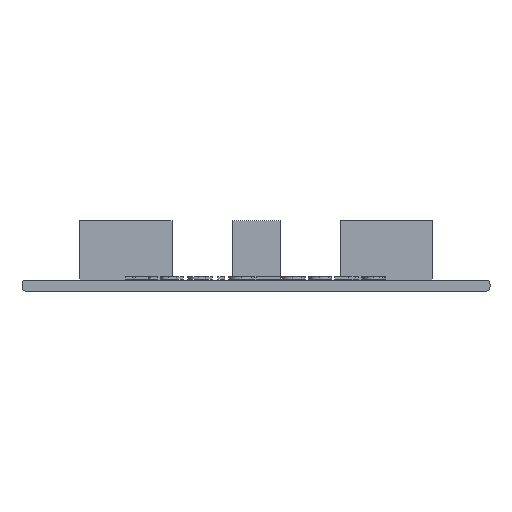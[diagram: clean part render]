
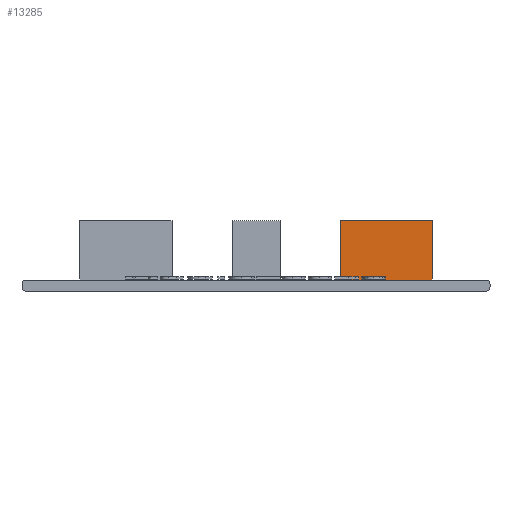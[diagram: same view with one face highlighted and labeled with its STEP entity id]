
A CAD part, front view. The second image highlights one B-rep face of the part: STEP entity #13285.
In plain terms, the highlighted planar face has unit normal (0, -1, 0).
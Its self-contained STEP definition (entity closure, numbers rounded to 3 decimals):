
#13285 = ADVANCED_FACE('',(#13286),#13300,.F.);
#13286 = FACE_BOUND('',#13287,.F.);
#13287 = EDGE_LOOP('',(#13288,#13323,#13351,#13379));
#13288 = ORIENTED_EDGE('',*,*,#13289,.F.);
#13289 = EDGE_CURVE('',#13290,#13292,#13294,.T.);
#13290 = VERTEX_POINT('',#13291);
#13291 = CARTESIAN_POINT('',(61.35,51.,11.7));
#13292 = VERTEX_POINT('',#13293);
#13293 = CARTESIAN_POINT('',(46.,51.,11.7));
#13294 = SURFACE_CURVE('',#13295,(#13299,#13311),.PCURVE_S1.);
#13295 = LINE('',#13296,#13297);
#13296 = CARTESIAN_POINT('',(61.35,51.,11.7));
#13297 = VECTOR('',#13298,1.);
#13298 = DIRECTION('',(-1.,0.,0.));
#13299 = PCURVE('',#13300,#13305);
#13300 = PLANE('',#13301);
#13301 = AXIS2_PLACEMENT_3D('',#13302,#13303,#13304);
#13302 = CARTESIAN_POINT('',(4.5,51.,1.85));
#13303 = DIRECTION('',(0.,1.,0.));
#13304 = DIRECTION('',(0.,0.,1.));
#13305 = DEFINITIONAL_REPRESENTATION('',(#13306),#13310);
#13306 = LINE('',#13307,#13308);
#13307 = CARTESIAN_POINT('',(9.85,56.85));
#13308 = VECTOR('',#13309,1.);
#13309 = DIRECTION('',(0.,-1.));
#13310 = ( GEOMETRIC_REPRESENTATION_CONTEXT(2) 
PARAMETRIC_REPRESENTATION_CONTEXT() REPRESENTATION_CONTEXT('2D SPACE',''
  ) );
#13311 = PCURVE('',#13312,#13317);
#13312 = PLANE('',#13313);
#13313 = AXIS2_PLACEMENT_3D('',#13314,#13315,#13316);
#13314 = CARTESIAN_POINT('',(2.65,51.,11.7));
#13315 = DIRECTION('',(0.,0.,1.));
#13316 = DIRECTION('',(1.,0.,0.));
#13317 = DEFINITIONAL_REPRESENTATION('',(#13318),#13322);
#13318 = LINE('',#13319,#13320);
#13319 = CARTESIAN_POINT('',(58.7,0.));
#13320 = VECTOR('',#13321,1.);
#13321 = DIRECTION('',(-1.,0.));
#13322 = ( GEOMETRIC_REPRESENTATION_CONTEXT(2) 
PARAMETRIC_REPRESENTATION_CONTEXT() REPRESENTATION_CONTEXT('2D SPACE',''
  ) );
#13323 = ORIENTED_EDGE('',*,*,#13324,.F.);
#13324 = EDGE_CURVE('',#13325,#13290,#13327,.T.);
#13325 = VERTEX_POINT('',#13326);
#13326 = CARTESIAN_POINT('',(61.35,51.,1.85));
#13327 = SURFACE_CURVE('',#13328,(#13332,#13339),.PCURVE_S1.);
#13328 = LINE('',#13329,#13330);
#13329 = CARTESIAN_POINT('',(61.35,51.,1.85));
#13330 = VECTOR('',#13331,1.);
#13331 = DIRECTION('',(0.,0.,1.));
#13332 = PCURVE('',#13300,#13333);
#13333 = DEFINITIONAL_REPRESENTATION('',(#13334),#13338);
#13334 = LINE('',#13335,#13336);
#13335 = CARTESIAN_POINT('',(0.,56.85));
#13336 = VECTOR('',#13337,1.);
#13337 = DIRECTION('',(1.,0.));
#13338 = ( GEOMETRIC_REPRESENTATION_CONTEXT(2) 
PARAMETRIC_REPRESENTATION_CONTEXT() REPRESENTATION_CONTEXT('2D SPACE',''
  ) );
#13339 = PCURVE('',#13340,#13345);
#13340 = PLANE('',#13341);
#13341 = AXIS2_PLACEMENT_3D('',#13342,#13343,#13344);
#13342 = CARTESIAN_POINT('',(61.35,51.,9.85));
#13343 = DIRECTION('',(1.,0.,0.));
#13344 = DIRECTION('',(0.,0.,1.));
#13345 = DEFINITIONAL_REPRESENTATION('',(#13346),#13350);
#13346 = LINE('',#13347,#13348);
#13347 = CARTESIAN_POINT('',(-8.,0.));
#13348 = VECTOR('',#13349,1.);
#13349 = DIRECTION('',(1.,0.));
#13350 = ( GEOMETRIC_REPRESENTATION_CONTEXT(2) 
PARAMETRIC_REPRESENTATION_CONTEXT() REPRESENTATION_CONTEXT('2D SPACE',''
  ) );
#13351 = ORIENTED_EDGE('',*,*,#13352,.F.);
#13352 = EDGE_CURVE('',#13353,#13325,#13355,.T.);
#13353 = VERTEX_POINT('',#13354);
#13354 = CARTESIAN_POINT('',(46.,51.,1.85));
#13355 = SURFACE_CURVE('',#13356,(#13360,#13367),.PCURVE_S1.);
#13356 = LINE('',#13357,#13358);
#13357 = CARTESIAN_POINT('',(2.65,51.,1.85));
#13358 = VECTOR('',#13359,1.);
#13359 = DIRECTION('',(1.,0.,0.));
#13360 = PCURVE('',#13300,#13361);
#13361 = DEFINITIONAL_REPRESENTATION('',(#13362),#13366);
#13362 = LINE('',#13363,#13364);
#13363 = CARTESIAN_POINT('',(0.,-1.85));
#13364 = VECTOR('',#13365,1.);
#13365 = DIRECTION('',(0.,1.));
#13366 = ( GEOMETRIC_REPRESENTATION_CONTEXT(2) 
PARAMETRIC_REPRESENTATION_CONTEXT() REPRESENTATION_CONTEXT('2D SPACE',''
  ) );
#13367 = PCURVE('',#13368,#13373);
#13368 = PLANE('',#13369);
#13369 = AXIS2_PLACEMENT_3D('',#13370,#13371,#13372);
#13370 = CARTESIAN_POINT('',(0.,0.,1.85));
#13371 = DIRECTION('',(0.,0.,1.));
#13372 = DIRECTION('',(1.,0.,0.));
#13373 = DEFINITIONAL_REPRESENTATION('',(#13374),#13378);
#13374 = LINE('',#13375,#13376);
#13375 = CARTESIAN_POINT('',(2.65,51.));
#13376 = VECTOR('',#13377,1.);
#13377 = DIRECTION('',(1.,0.));
#13378 = ( GEOMETRIC_REPRESENTATION_CONTEXT(2) 
PARAMETRIC_REPRESENTATION_CONTEXT() REPRESENTATION_CONTEXT('2D SPACE',''
  ) );
#13379 = ORIENTED_EDGE('',*,*,#13380,.F.);
#13380 = EDGE_CURVE('',#13292,#13353,#13381,.T.);
#13381 = SURFACE_CURVE('',#13382,(#13386,#13392),.PCURVE_S1.);
#13382 = LINE('',#13383,#13384);
#13383 = CARTESIAN_POINT('',(46.,51.,1.85));
#13384 = VECTOR('',#13385,1.);
#13385 = DIRECTION('',(0.,0.,-1.));
#13386 = PCURVE('',#13300,#13387);
#13387 = DEFINITIONAL_REPRESENTATION('',(#13388),#13391);
#13388 = B_SPLINE_CURVE_WITH_KNOTS('',1,(#13389,#13390),.UNSPECIFIED.,
  .F.,.F.,(2,2),(-9.85,0.),.PIECEWISE_BEZIER_KNOTS.);
#13389 = CARTESIAN_POINT('',(9.85,41.5));
#13390 = CARTESIAN_POINT('',(0.,41.5));
#13391 = ( GEOMETRIC_REPRESENTATION_CONTEXT(2) 
PARAMETRIC_REPRESENTATION_CONTEXT() REPRESENTATION_CONTEXT('2D SPACE',''
  ) );
#13392 = PCURVE('',#13393,#13398);
#13393 = PLANE('',#13394);
#13394 = AXIS2_PLACEMENT_3D('',#13395,#13396,#13397);
#13395 = CARTESIAN_POINT('',(46.,50.525,1.85));
#13396 = DIRECTION('',(1.,0.,0.));
#13397 = DIRECTION('',(0.,0.,1.));
#13398 = DEFINITIONAL_REPRESENTATION('',(#13399),#13402);
#13399 = B_SPLINE_CURVE_WITH_KNOTS('',1,(#13400,#13401),.UNSPECIFIED.,
  .F.,.F.,(2,2),(-9.85,0.),.PIECEWISE_BEZIER_KNOTS.);
#13400 = CARTESIAN_POINT('',(9.85,-0.475));
#13401 = CARTESIAN_POINT('',(0.,-0.475));
#13402 = ( GEOMETRIC_REPRESENTATION_CONTEXT(2) 
PARAMETRIC_REPRESENTATION_CONTEXT() REPRESENTATION_CONTEXT('2D SPACE',''
  ) );
